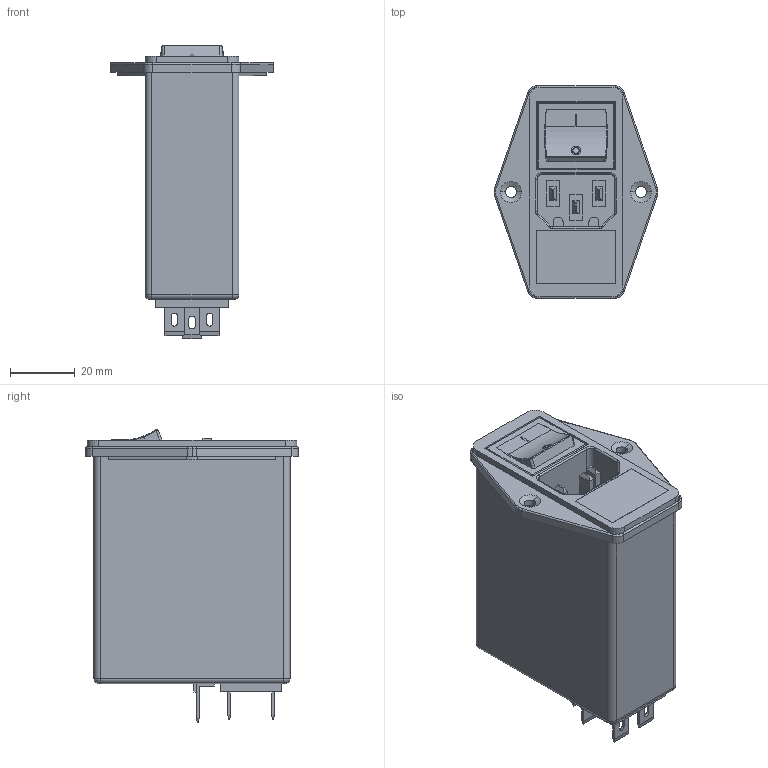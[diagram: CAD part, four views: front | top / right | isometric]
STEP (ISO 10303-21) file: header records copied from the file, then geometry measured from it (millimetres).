
FILE_DESCRIPTION (( 'STEP AP203' ), '1' );
FILE_NAME ('83511440-R1.STEP', '2007-08-20T14:50:00', ( ' ' ), ( ' ' ), 'SwSTEP 2.0', 'SolidWorks 2007', '' );
FILE_SCHEMA (( 'CONFIG_CONTROL_DESIGN' ));
Length unit declared in the file: millimetre
Products named in the file (1): 83511440-R1
Bounding box: 50.5 x 65.5 x 90.45 mm (x, y, z)
Volume: 128291.6 mm3; surface area: 22427.4 mm2
Topology: 1 solids, 1 shells, 340 faces, 834 edges, 521 vertices
Faces by surface type: plane 221, cylinder 86, torus 19, bspline 6, cone 4, sphere 4
Entity records: 10147 total; most frequent: CARTESIAN_POINT 1994, ORIENTED_EDGE 1660, DIRECTION 1660, EDGE_CURVE 830, LINE 614, VECTOR 614, AXIS2_PLACEMENT_3D 523, VERTEX_POINT 521
